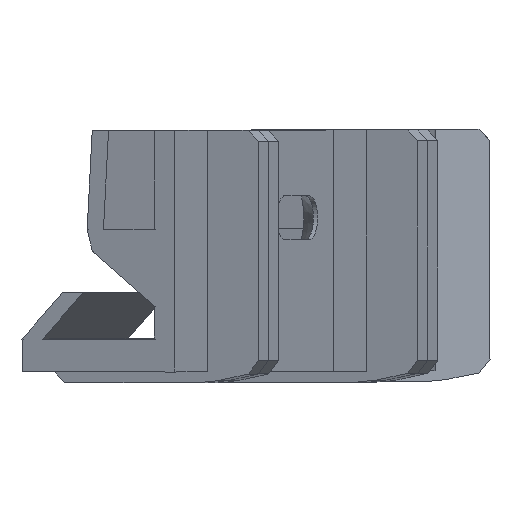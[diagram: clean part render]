
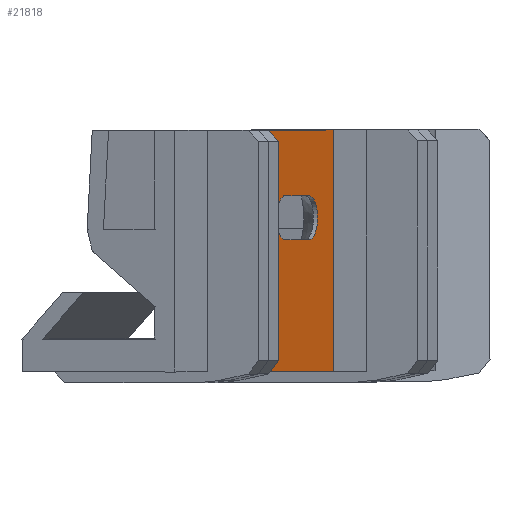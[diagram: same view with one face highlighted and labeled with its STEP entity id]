
A CAD part, left-side view. The second image highlights one B-rep face of the part: STEP entity #21818.
In plain terms, the highlighted face is planar.
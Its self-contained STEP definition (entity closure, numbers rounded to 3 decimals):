
#21542 = VERTEX_POINT('',#21543);
#21543 = CARTESIAN_POINT('',(3.,0.,16.));
#21550 = CYLINDRICAL_SURFACE('',#21551,2.);
#21551 = AXIS2_PLACEMENT_3D('',#21552,#21553,#21554);
#21552 = CARTESIAN_POINT('',(3.,24.,14.));
#21553 = DIRECTION('',(-0.,1.,0.));
#21554 = DIRECTION('',(0.,0.,-1.));
#21562 = PLANE('',#21563);
#21563 = AXIS2_PLACEMENT_3D('',#21564,#21565,#21566);
#21564 = CARTESIAN_POINT('',(3.,24.,16.));
#21565 = DIRECTION('',(0.,0.,-1.));
#21566 = DIRECTION('',(-1.,0.,-0.));
#21604 = VERTEX_POINT('',#21605);
#21605 = CARTESIAN_POINT('',(3.,0.,12.));
#21619 = PLANE('',#21620);
#21620 = AXIS2_PLACEMENT_3D('',#21621,#21622,#21623);
#21621 = CARTESIAN_POINT('',(-3.,24.,12.));
#21622 = DIRECTION('',(0.,0.,1.));
#21623 = DIRECTION('',(1.,0.,0.));
#21631 = EDGE_CURVE('',#21542,#21604,#21632,.T.);
#21632 = SURFACE_CURVE('',#21633,(#21638,#21645),.PCURVE_S1.);
#21633 = CIRCLE('',#21634,2.);
#21634 = AXIS2_PLACEMENT_3D('',#21635,#21636,#21637);
#21635 = CARTESIAN_POINT('',(3.,0.,14.));
#21636 = DIRECTION('',(0.,1.,0.));
#21637 = DIRECTION('',(0.,0.,-1.));
#21638 = PCURVE('',#21550,#21639);
#21639 = DEFINITIONAL_REPRESENTATION('',(#21640),#21644);
#21640 = LINE('',#21641,#21642);
#21641 = CARTESIAN_POINT('',(-6.283,-24.));
#21642 = VECTOR('',#21643,1.);
#21643 = DIRECTION('',(1.,-0.));
#21644 = ( GEOMETRIC_REPRESENTATION_CONTEXT(2) 
PARAMETRIC_REPRESENTATION_CONTEXT() REPRESENTATION_CONTEXT('2D SPACE',''
  ) );
#21645 = PCURVE('',#21646,#21651);
#21646 = PLANE('',#21647);
#21647 = AXIS2_PLACEMENT_3D('',#21648,#21649,#21650);
#21648 = CARTESIAN_POINT('',(0.,0.,0.));
#21649 = DIRECTION('',(0.,1.,-0.));
#21650 = DIRECTION('',(0.,0.,1.));
#21651 = DEFINITIONAL_REPRESENTATION('',(#21652),#21656);
#21652 = CIRCLE('',#21653,2.);
#21653 = AXIS2_PLACEMENT_2D('',#21654,#21655);
#21654 = CARTESIAN_POINT('',(14.,3.));
#21655 = DIRECTION('',(-1.,0.));
#21656 = ( GEOMETRIC_REPRESENTATION_CONTEXT(2) 
PARAMETRIC_REPRESENTATION_CONTEXT() REPRESENTATION_CONTEXT('2D SPACE',''
  ) );
#21664 = VERTEX_POINT('',#21665);
#21665 = CARTESIAN_POINT('',(-3.,0.,16.));
#21679 = CYLINDRICAL_SURFACE('',#21680,2.);
#21680 = AXIS2_PLACEMENT_3D('',#21681,#21682,#21683);
#21681 = CARTESIAN_POINT('',(-3.,24.,14.));
#21682 = DIRECTION('',(-0.,1.,0.));
#21683 = DIRECTION('',(0.,0.,1.));
#21718 = EDGE_CURVE('',#21542,#21664,#21719,.T.);
#21719 = SURFACE_CURVE('',#21720,(#21724,#21730),.PCURVE_S1.);
#21720 = LINE('',#21721,#21722);
#21721 = CARTESIAN_POINT('',(1.5,0.,16.));
#21722 = VECTOR('',#21723,1.);
#21723 = DIRECTION('',(-1.,0.,0.));
#21724 = PCURVE('',#21562,#21725);
#21725 = DEFINITIONAL_REPRESENTATION('',(#21726),#21729);
#21726 = B_SPLINE_CURVE_WITH_KNOTS('',1,(#21727,#21728),.UNSPECIFIED.,
  .F.,.F.,(2,2),(-1.5,4.5),.PIECEWISE_BEZIER_KNOTS.);
#21727 = CARTESIAN_POINT('',(0.,-24.));
#21728 = CARTESIAN_POINT('',(6.,-24.));
#21729 = ( GEOMETRIC_REPRESENTATION_CONTEXT(2) 
PARAMETRIC_REPRESENTATION_CONTEXT() REPRESENTATION_CONTEXT('2D SPACE',''
  ) );
#21730 = PCURVE('',#21646,#21731);
#21731 = DEFINITIONAL_REPRESENTATION('',(#21732),#21735);
#21732 = B_SPLINE_CURVE_WITH_KNOTS('',1,(#21733,#21734),.UNSPECIFIED.,
  .F.,.F.,(2,2),(-1.5,4.5),.PIECEWISE_BEZIER_KNOTS.);
#21733 = CARTESIAN_POINT('',(16.,3.));
#21734 = CARTESIAN_POINT('',(16.,-3.));
#21735 = ( GEOMETRIC_REPRESENTATION_CONTEXT(2) 
PARAMETRIC_REPRESENTATION_CONTEXT() REPRESENTATION_CONTEXT('2D SPACE',''
  ) );
#21818 = ADVANCED_FACE('',(#21819,#21933),#21646,.F.);
#21819 = FACE_BOUND('',#21820,.F.);
#21820 = EDGE_LOOP('',(#21821,#21851,#21879,#21907));
#21821 = ORIENTED_EDGE('',*,*,#21822,.F.);
#21822 = EDGE_CURVE('',#21823,#21825,#21827,.T.);
#21823 = VERTEX_POINT('',#21824);
#21824 = CARTESIAN_POINT('',(-9.,0.,0.));
#21825 = VERTEX_POINT('',#21826);
#21826 = CARTESIAN_POINT('',(9.,0.,0.));
#21827 = SURFACE_CURVE('',#21828,(#21832,#21839),.PCURVE_S1.);
#21828 = LINE('',#21829,#21830);
#21829 = CARTESIAN_POINT('',(-9.,0.,0.));
#21830 = VECTOR('',#21831,1.);
#21831 = DIRECTION('',(1.,0.,0.));
#21832 = PCURVE('',#21646,#21833);
#21833 = DEFINITIONAL_REPRESENTATION('',(#21834),#21838);
#21834 = LINE('',#21835,#21836);
#21835 = CARTESIAN_POINT('',(0.,-9.));
#21836 = VECTOR('',#21837,1.);
#21837 = DIRECTION('',(0.,1.));
#21838 = ( GEOMETRIC_REPRESENTATION_CONTEXT(2) 
PARAMETRIC_REPRESENTATION_CONTEXT() REPRESENTATION_CONTEXT('2D SPACE',''
  ) );
#21839 = PCURVE('',#21840,#21845);
#21840 = PLANE('',#21841);
#21841 = AXIS2_PLACEMENT_3D('',#21842,#21843,#21844);
#21842 = CARTESIAN_POINT('',(0.,15.,0.));
#21843 = DIRECTION('',(0.,0.,1.));
#21844 = DIRECTION('',(0.,-1.,0.));
#21845 = DEFINITIONAL_REPRESENTATION('',(#21846),#21850);
#21846 = LINE('',#21847,#21848);
#21847 = CARTESIAN_POINT('',(15.,-9.));
#21848 = VECTOR('',#21849,1.);
#21849 = DIRECTION('',(0.,1.));
#21850 = ( GEOMETRIC_REPRESENTATION_CONTEXT(2) 
PARAMETRIC_REPRESENTATION_CONTEXT() REPRESENTATION_CONTEXT('2D SPACE',''
  ) );
#21851 = ORIENTED_EDGE('',*,*,#21852,.T.);
#21852 = EDGE_CURVE('',#21823,#21853,#21855,.T.);
#21853 = VERTEX_POINT('',#21854);
#21854 = CARTESIAN_POINT('',(-9.,0.,22.));
#21855 = SURFACE_CURVE('',#21856,(#21860,#21867),.PCURVE_S1.);
#21856 = LINE('',#21857,#21858);
#21857 = CARTESIAN_POINT('',(-9.,0.,0.));
#21858 = VECTOR('',#21859,1.);
#21859 = DIRECTION('',(0.,0.,1.));
#21860 = PCURVE('',#21646,#21861);
#21861 = DEFINITIONAL_REPRESENTATION('',(#21862),#21866);
#21862 = LINE('',#21863,#21864);
#21863 = CARTESIAN_POINT('',(0.,-9.));
#21864 = VECTOR('',#21865,1.);
#21865 = DIRECTION('',(1.,0.));
#21866 = ( GEOMETRIC_REPRESENTATION_CONTEXT(2) 
PARAMETRIC_REPRESENTATION_CONTEXT() REPRESENTATION_CONTEXT('2D SPACE',''
  ) );
#21867 = PCURVE('',#21868,#21873);
#21868 = PLANE('',#21869);
#21869 = AXIS2_PLACEMENT_3D('',#21870,#21871,#21872);
#21870 = CARTESIAN_POINT('',(-9.,4.162,7.662));
#21871 = DIRECTION('',(-1.,0.,0.));
#21872 = DIRECTION('',(0.,0.,1.));
#21873 = DEFINITIONAL_REPRESENTATION('',(#21874),#21878);
#21874 = LINE('',#21875,#21876);
#21875 = CARTESIAN_POINT('',(-7.662,-4.162));
#21876 = VECTOR('',#21877,1.);
#21877 = DIRECTION('',(1.,0.));
#21878 = ( GEOMETRIC_REPRESENTATION_CONTEXT(2) 
PARAMETRIC_REPRESENTATION_CONTEXT() REPRESENTATION_CONTEXT('2D SPACE',''
  ) );
#21879 = ORIENTED_EDGE('',*,*,#21880,.F.);
#21880 = EDGE_CURVE('',#21881,#21853,#21883,.T.);
#21881 = VERTEX_POINT('',#21882);
#21882 = CARTESIAN_POINT('',(9.,0.,22.));
#21883 = SURFACE_CURVE('',#21884,(#21888,#21895),.PCURVE_S1.);
#21884 = LINE('',#21885,#21886);
#21885 = CARTESIAN_POINT('',(9.,0.,22.));
#21886 = VECTOR('',#21887,1.);
#21887 = DIRECTION('',(-1.,0.,0.));
#21888 = PCURVE('',#21646,#21889);
#21889 = DEFINITIONAL_REPRESENTATION('',(#21890),#21894);
#21890 = LINE('',#21891,#21892);
#21891 = CARTESIAN_POINT('',(22.,9.));
#21892 = VECTOR('',#21893,1.);
#21893 = DIRECTION('',(0.,-1.));
#21894 = ( GEOMETRIC_REPRESENTATION_CONTEXT(2) 
PARAMETRIC_REPRESENTATION_CONTEXT() REPRESENTATION_CONTEXT('2D SPACE',''
  ) );
#21895 = PCURVE('',#21896,#21901);
#21896 = PLANE('',#21897);
#21897 = AXIS2_PLACEMENT_3D('',#21898,#21899,#21900);
#21898 = CARTESIAN_POINT('',(0.,0.,22.));
#21899 = DIRECTION('',(0.,0.,-1.));
#21900 = DIRECTION('',(0.,1.,0.));
#21901 = DEFINITIONAL_REPRESENTATION('',(#21902),#21906);
#21902 = LINE('',#21903,#21904);
#21903 = CARTESIAN_POINT('',(0.,9.));
#21904 = VECTOR('',#21905,1.);
#21905 = DIRECTION('',(0.,-1.));
#21906 = ( GEOMETRIC_REPRESENTATION_CONTEXT(2) 
PARAMETRIC_REPRESENTATION_CONTEXT() REPRESENTATION_CONTEXT('2D SPACE',''
  ) );
#21907 = ORIENTED_EDGE('',*,*,#21908,.F.);
#21908 = EDGE_CURVE('',#21825,#21881,#21909,.T.);
#21909 = SURFACE_CURVE('',#21910,(#21914,#21921),.PCURVE_S1.);
#21910 = LINE('',#21911,#21912);
#21911 = CARTESIAN_POINT('',(9.,0.,0.));
#21912 = VECTOR('',#21913,1.);
#21913 = DIRECTION('',(0.,0.,1.));
#21914 = PCURVE('',#21646,#21915);
#21915 = DEFINITIONAL_REPRESENTATION('',(#21916),#21920);
#21916 = LINE('',#21917,#21918);
#21917 = CARTESIAN_POINT('',(0.,9.));
#21918 = VECTOR('',#21919,1.);
#21919 = DIRECTION('',(1.,0.));
#21920 = ( GEOMETRIC_REPRESENTATION_CONTEXT(2) 
PARAMETRIC_REPRESENTATION_CONTEXT() REPRESENTATION_CONTEXT('2D SPACE',''
  ) );
#21921 = PCURVE('',#21922,#21927);
#21922 = PLANE('',#21923);
#21923 = AXIS2_PLACEMENT_3D('',#21924,#21925,#21926);
#21924 = CARTESIAN_POINT('',(9.,4.162,7.662));
#21925 = DIRECTION('',(-1.,0.,0.));
#21926 = DIRECTION('',(0.,0.,1.));
#21927 = DEFINITIONAL_REPRESENTATION('',(#21928),#21932);
#21928 = LINE('',#21929,#21930);
#21929 = CARTESIAN_POINT('',(-7.662,-4.162));
#21930 = VECTOR('',#21931,1.);
#21931 = DIRECTION('',(1.,0.));
#21932 = ( GEOMETRIC_REPRESENTATION_CONTEXT(2) 
PARAMETRIC_REPRESENTATION_CONTEXT() REPRESENTATION_CONTEXT('2D SPACE',''
  ) );
#21933 = FACE_BOUND('',#21934,.F.);
#21934 = EDGE_LOOP('',(#21935,#21936,#21937,#21961));
#21935 = ORIENTED_EDGE('',*,*,#21631,.F.);
#21936 = ORIENTED_EDGE('',*,*,#21718,.T.);
#21937 = ORIENTED_EDGE('',*,*,#21938,.F.);
#21938 = EDGE_CURVE('',#21939,#21664,#21941,.T.);
#21939 = VERTEX_POINT('',#21940);
#21940 = CARTESIAN_POINT('',(-3.,0.,12.));
#21941 = SURFACE_CURVE('',#21942,(#21947,#21954),.PCURVE_S1.);
#21942 = CIRCLE('',#21943,2.);
#21943 = AXIS2_PLACEMENT_3D('',#21944,#21945,#21946);
#21944 = CARTESIAN_POINT('',(-3.,0.,14.));
#21945 = DIRECTION('',(-0.,1.,0.));
#21946 = DIRECTION('',(0.,0.,1.));
#21947 = PCURVE('',#21646,#21948);
#21948 = DEFINITIONAL_REPRESENTATION('',(#21949),#21953);
#21949 = CIRCLE('',#21950,2.);
#21950 = AXIS2_PLACEMENT_2D('',#21951,#21952);
#21951 = CARTESIAN_POINT('',(14.,-3.));
#21952 = DIRECTION('',(1.,0.));
#21953 = ( GEOMETRIC_REPRESENTATION_CONTEXT(2) 
PARAMETRIC_REPRESENTATION_CONTEXT() REPRESENTATION_CONTEXT('2D SPACE',''
  ) );
#21954 = PCURVE('',#21679,#21955);
#21955 = DEFINITIONAL_REPRESENTATION('',(#21956),#21960);
#21956 = LINE('',#21957,#21958);
#21957 = CARTESIAN_POINT('',(-6.283,-24.));
#21958 = VECTOR('',#21959,1.);
#21959 = DIRECTION('',(1.,-0.));
#21960 = ( GEOMETRIC_REPRESENTATION_CONTEXT(2) 
PARAMETRIC_REPRESENTATION_CONTEXT() REPRESENTATION_CONTEXT('2D SPACE',''
  ) );
#21961 = ORIENTED_EDGE('',*,*,#21962,.T.);
#21962 = EDGE_CURVE('',#21939,#21604,#21963,.T.);
#21963 = SURFACE_CURVE('',#21964,(#21968,#21974),.PCURVE_S1.);
#21964 = LINE('',#21965,#21966);
#21965 = CARTESIAN_POINT('',(-1.5,0.,12.));
#21966 = VECTOR('',#21967,1.);
#21967 = DIRECTION('',(1.,-0.,0.));
#21968 = PCURVE('',#21646,#21969);
#21969 = DEFINITIONAL_REPRESENTATION('',(#21970),#21973);
#21970 = B_SPLINE_CURVE_WITH_KNOTS('',1,(#21971,#21972),.UNSPECIFIED.,
  .F.,.F.,(2,2),(-1.5,4.5),.PIECEWISE_BEZIER_KNOTS.);
#21971 = CARTESIAN_POINT('',(12.,-3.));
#21972 = CARTESIAN_POINT('',(12.,3.));
#21973 = ( GEOMETRIC_REPRESENTATION_CONTEXT(2) 
PARAMETRIC_REPRESENTATION_CONTEXT() REPRESENTATION_CONTEXT('2D SPACE',''
  ) );
#21974 = PCURVE('',#21619,#21975);
#21975 = DEFINITIONAL_REPRESENTATION('',(#21976),#21979);
#21976 = B_SPLINE_CURVE_WITH_KNOTS('',1,(#21977,#21978),.UNSPECIFIED.,
  .F.,.F.,(2,2),(-1.5,4.5),.PIECEWISE_BEZIER_KNOTS.);
#21977 = CARTESIAN_POINT('',(0.,-24.));
#21978 = CARTESIAN_POINT('',(6.,-24.));
#21979 = ( GEOMETRIC_REPRESENTATION_CONTEXT(2) 
PARAMETRIC_REPRESENTATION_CONTEXT() REPRESENTATION_CONTEXT('2D SPACE',''
  ) );
